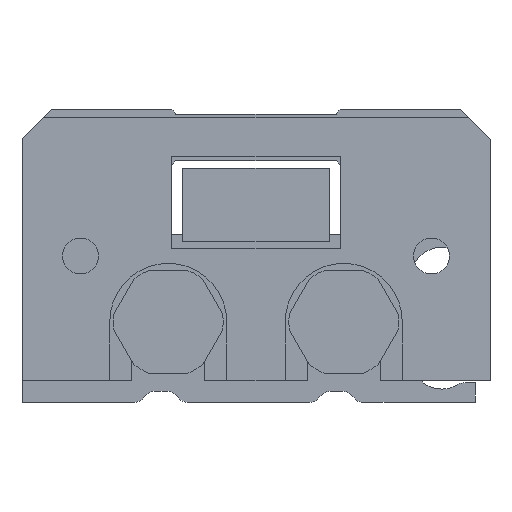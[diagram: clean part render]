
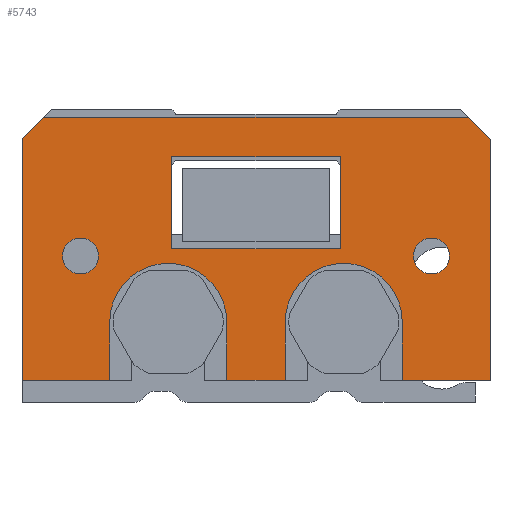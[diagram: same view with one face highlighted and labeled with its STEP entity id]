
A CAD part, front view. The second image highlights one B-rep face of the part: STEP entity #5743.
In plain terms, the highlighted planar face has unit normal (0, -1, 0).
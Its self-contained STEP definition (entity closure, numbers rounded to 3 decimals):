
#172=CIRCLE('',#6142,1.23);
#173=CIRCLE('',#6143,1.23);
#174=CIRCLE('',#6144,4.);
#175=CIRCLE('',#6145,4.);
#1076=ORIENTED_EDGE('',*,*,#1914,.F.);
#1077=ORIENTED_EDGE('',*,*,#1915,.F.);
#1078=ORIENTED_EDGE('',*,*,#1916,.F.);
#1079=ORIENTED_EDGE('',*,*,#1917,.F.);
#1080=ORIENTED_EDGE('',*,*,#1918,.T.);
#1081=ORIENTED_EDGE('',*,*,#1919,.T.);
#1082=ORIENTED_EDGE('',*,*,#1920,.T.);
#1083=ORIENTED_EDGE('',*,*,#1908,.F.);
#1084=ORIENTED_EDGE('',*,*,#1921,.F.);
#1085=ORIENTED_EDGE('',*,*,#1922,.T.);
#1086=ORIENTED_EDGE('',*,*,#1923,.F.);
#1087=ORIENTED_EDGE('',*,*,#1924,.T.);
#1088=ORIENTED_EDGE('',*,*,#1925,.F.);
#1089=ORIENTED_EDGE('',*,*,#1926,.F.);
#1090=ORIENTED_EDGE('',*,*,#1927,.F.);
#1091=ORIENTED_EDGE('',*,*,#1928,.F.);
#1092=ORIENTED_EDGE('',*,*,#1929,.F.);
#1093=ORIENTED_EDGE('',*,*,#1930,.F.);
#1094=ORIENTED_EDGE('',*,*,#1931,.T.);
#1095=ORIENTED_EDGE('',*,*,#1932,.T.);
#1908=EDGE_CURVE('',#2422,#2423,#2826,.T.);
#1914=EDGE_CURVE('',#2428,#2429,#2832,.T.);
#1915=EDGE_CURVE('',#2430,#2428,#2833,.T.);
#1916=EDGE_CURVE('',#2431,#2430,#2834,.T.);
#1917=EDGE_CURVE('',#2429,#2431,#2835,.T.);
#1918=EDGE_CURVE('',#2432,#2432,#172,.T.);
#1919=EDGE_CURVE('',#2433,#2433,#173,.T.);
#1920=EDGE_CURVE('',#2434,#2423,#2836,.T.);
#1921=EDGE_CURVE('',#2435,#2422,#2837,.T.);
#1922=EDGE_CURVE('',#2435,#2436,#2838,.F.);
#1923=EDGE_CURVE('',#2437,#2436,#2839,.T.);
#1924=EDGE_CURVE('',#2437,#2438,#2840,.F.);
#1925=EDGE_CURVE('',#2439,#2438,#2841,.T.);
#1926=EDGE_CURVE('',#2440,#2439,#2842,.T.);
#1927=EDGE_CURVE('',#2441,#2440,#2843,.T.);
#1928=EDGE_CURVE('',#2442,#2441,#174,.T.);
#1929=EDGE_CURVE('',#2443,#2442,#2844,.T.);
#1930=EDGE_CURVE('',#2444,#2443,#2845,.T.);
#1931=EDGE_CURVE('',#2444,#2445,#2846,.T.);
#1932=EDGE_CURVE('',#2445,#2434,#175,.T.);
#2422=VERTEX_POINT('',#8423);
#2423=VERTEX_POINT('',#8424);
#2428=VERTEX_POINT('',#8436);
#2429=VERTEX_POINT('',#8437);
#2430=VERTEX_POINT('',#8439);
#2431=VERTEX_POINT('',#8441);
#2432=VERTEX_POINT('',#8444);
#2433=VERTEX_POINT('',#8446);
#2434=VERTEX_POINT('',#8448);
#2435=VERTEX_POINT('',#8450);
#2436=VERTEX_POINT('',#8452);
#2437=VERTEX_POINT('',#8454);
#2438=VERTEX_POINT('',#8456);
#2439=VERTEX_POINT('',#8458);
#2440=VERTEX_POINT('',#8460);
#2441=VERTEX_POINT('',#8462);
#2442=VERTEX_POINT('',#8464);
#2443=VERTEX_POINT('',#8466);
#2444=VERTEX_POINT('',#8468);
#2445=VERTEX_POINT('',#8470);
#2826=LINE('',#8422,#3232);
#2832=LINE('',#8435,#3238);
#2833=LINE('',#8438,#3239);
#2834=LINE('',#8440,#3240);
#2835=LINE('',#8442,#3241);
#2836=LINE('',#8447,#3242);
#2837=LINE('',#8449,#3243);
#2838=LINE('',#8451,#3244);
#2839=LINE('',#8453,#3245);
#2840=LINE('',#8455,#3246);
#2841=LINE('',#8457,#3247);
#2842=LINE('',#8459,#3248);
#2843=LINE('',#8461,#3249);
#2844=LINE('',#8465,#3250);
#2845=LINE('',#8467,#3251);
#2846=LINE('',#8469,#3252);
#3232=VECTOR('',#7119,1000.);
#3238=VECTOR('',#7127,1000.);
#3239=VECTOR('',#7128,1000.);
#3240=VECTOR('',#7129,1000.);
#3241=VECTOR('',#7130,1000.);
#3242=VECTOR('',#7135,1000.);
#3243=VECTOR('',#7136,1000.);
#3244=VECTOR('',#7137,1000.);
#3245=VECTOR('',#7138,1000.);
#3246=VECTOR('',#7139,1000.);
#3247=VECTOR('',#7140,1000.);
#3248=VECTOR('',#7141,1000.);
#3249=VECTOR('',#7142,1000.);
#3250=VECTOR('',#7145,1000.);
#3251=VECTOR('',#7146,1000.);
#3252=VECTOR('',#7147,1000.);
#3651=EDGE_LOOP('',(#1076,#1077,#1078,#1079));
#3652=EDGE_LOOP('',(#1080));
#3653=EDGE_LOOP('',(#1081));
#3654=EDGE_LOOP('',(#1082,#1083,#1084,#1085,#1086,#1087,#1088,#1089,#1090,
#1091,#1092,#1093,#1094,#1095));
#4031=FACE_BOUND('',#3651,.T.);
#4032=FACE_BOUND('',#3652,.T.);
#4033=FACE_BOUND('',#3653,.T.);
#4034=FACE_BOUND('',#3654,.T.);
#4233=PLANE('',#6141);
#5743=ADVANCED_FACE('',(#4031,#4032,#4033,#4034),#4233,.F.);
#6141=AXIS2_PLACEMENT_3D('',#8434,#7125,#7126);
#6142=AXIS2_PLACEMENT_3D('',#8443,#7131,#7132);
#6143=AXIS2_PLACEMENT_3D('',#8445,#7133,#7134);
#6144=AXIS2_PLACEMENT_3D('',#8463,#7143,#7144);
#6145=AXIS2_PLACEMENT_3D('',#8471,#7148,#7149);
#7119=DIRECTION('',(-1.,0.,0.));
#7125=DIRECTION('',(0.,1.,0.));
#7126=DIRECTION('',(0.,0.,1.));
#7127=DIRECTION('',(1.,0.,0.));
#7128=DIRECTION('',(0.,0.,-1.));
#7129=DIRECTION('',(-1.,0.,0.));
#7130=DIRECTION('',(0.,0.,1.));
#7131=DIRECTION('',(0.,1.,0.));
#7132=DIRECTION('',(0.,0.,-1.));
#7133=DIRECTION('',(0.,1.,0.));
#7134=DIRECTION('',(0.,0.,-1.));
#7135=DIRECTION('',(0.,0.,-1.));
#7136=DIRECTION('',(0.,0.,-1.));
#7137=DIRECTION('',(0.707,0.,-0.707));
#7138=DIRECTION('',(1.,0.,0.));
#7139=DIRECTION('',(0.707,0.,0.707));
#7140=DIRECTION('',(0.,0.,1.));
#7141=DIRECTION('',(-1.,0.,0.));
#7142=DIRECTION('',(0.,0.,-1.));
#7143=DIRECTION('',(0.,-1.,0.));
#7144=DIRECTION('',(1.,0.,0.));
#7145=DIRECTION('',(0.,0.,1.));
#7146=DIRECTION('',(-1.,0.,0.));
#7147=DIRECTION('',(0.,0.,1.));
#7148=DIRECTION('',(0.,1.,0.));
#7149=DIRECTION('',(-1.,0.,0.));
#8422=CARTESIAN_POINT('',(16.,-5.,-14.25));
#8423=CARTESIAN_POINT('',(16.,-5.,-14.25));
#8424=CARTESIAN_POINT('',(10.,-5.,-14.25));
#8434=CARTESIAN_POINT('',(0.,-5.,0.));
#8435=CARTESIAN_POINT('',(-5.75,-5.,-5.25));
#8436=CARTESIAN_POINT('',(-5.75,-5.,-5.25));
#8437=CARTESIAN_POINT('',(5.75,-5.,-5.25));
#8438=CARTESIAN_POINT('',(-5.75,-5.,1.05));
#8439=CARTESIAN_POINT('',(-5.75,-5.,1.05));
#8440=CARTESIAN_POINT('',(5.75,-5.,1.05));
#8441=CARTESIAN_POINT('',(5.75,-5.,1.05));
#8442=CARTESIAN_POINT('',(5.75,-5.,-5.25));
#8443=CARTESIAN_POINT('',(-12.,-5.,-5.75));
#8444=CARTESIAN_POINT('',(-12.,-5.,-6.98));
#8445=CARTESIAN_POINT('',(12.,-5.,-5.75));
#8446=CARTESIAN_POINT('',(12.,-5.,-6.98));
#8447=CARTESIAN_POINT('',(10.,-5.,-14.25));
#8448=CARTESIAN_POINT('',(10.,-5.,-10.25));
#8449=CARTESIAN_POINT('',(16.,-5.,3.75));
#8450=CARTESIAN_POINT('',(16.,-5.,2.25));
#8451=CARTESIAN_POINT('',(14.5,-5.,3.75));
#8452=CARTESIAN_POINT('',(14.5,-5.,3.75));
#8453=CARTESIAN_POINT('',(-16.,-5.,3.75));
#8454=CARTESIAN_POINT('',(-14.5,-5.,3.75));
#8455=CARTESIAN_POINT('',(-16.,-5.,2.25));
#8456=CARTESIAN_POINT('',(-16.,-5.,2.25));
#8457=CARTESIAN_POINT('',(-16.,-5.,-14.25));
#8458=CARTESIAN_POINT('',(-16.,-5.,-14.25));
#8459=CARTESIAN_POINT('',(16.,-5.,-14.25));
#8460=CARTESIAN_POINT('',(-10.,-5.,-14.25));
#8461=CARTESIAN_POINT('',(-10.,-5.,-14.25));
#8462=CARTESIAN_POINT('',(-10.,-5.,-10.25));
#8463=CARTESIAN_POINT('',(-6.,-5.,-10.25));
#8464=CARTESIAN_POINT('',(-2.,-5.,-10.25));
#8465=CARTESIAN_POINT('',(-2.,-5.,-10.25));
#8466=CARTESIAN_POINT('',(-2.,-5.,-14.25));
#8467=CARTESIAN_POINT('',(16.,-5.,-14.25));
#8468=CARTESIAN_POINT('',(2.,-5.,-14.25));
#8469=CARTESIAN_POINT('',(2.,-5.,-10.25));
#8470=CARTESIAN_POINT('',(2.,-5.,-10.25));
#8471=CARTESIAN_POINT('',(6.,-5.,-10.25));
